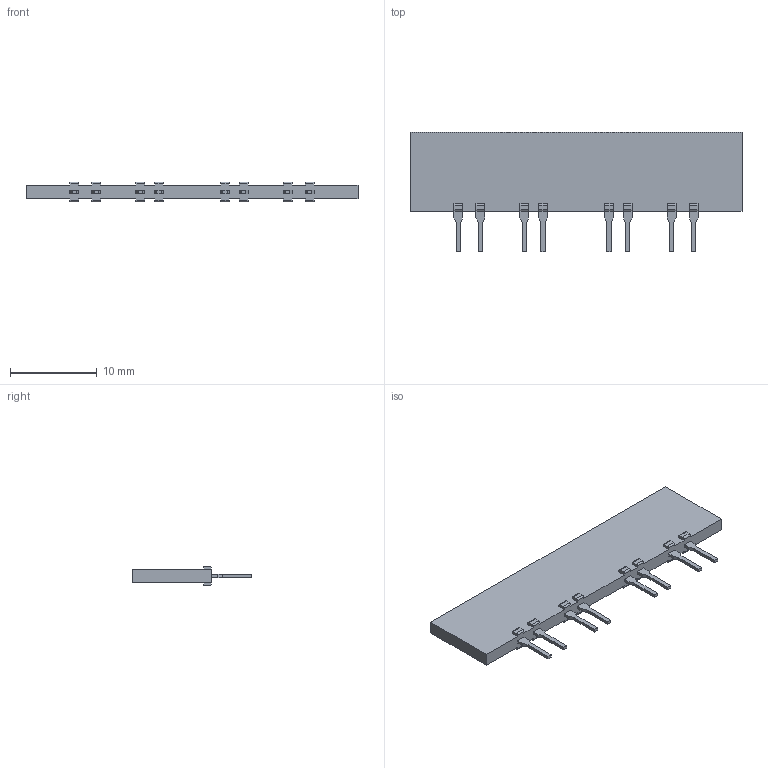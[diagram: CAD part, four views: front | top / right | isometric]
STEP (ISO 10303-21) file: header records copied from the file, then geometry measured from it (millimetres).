
FILE_DESCRIPTION((''),'2;1');
FILE_NAME('4B08B-513-RC','2012-08-23T',('ryans'),('Bourns, Inc.'),'PRO/ENGINEER BY PARAMETRIC TECHNOLOGY CORPORATION, 2010100','PRO/ENGINEER BY PARAMETRIC TECHNOLOGY CORPORATION, 2010100','');
FILE_SCHEMA(('CONFIG_CONTROL_DESIGN'));
Length unit declared in the file: millimetre
Products named in the file (1): 4B08B-513-RC
Bounding box: 38.35 x 13.84 x 2.29 mm (x, y, z)
Volume: 546.3 mm3; surface area: 937.7 mm2
Topology: 1 solids, 1 shells, 174 faces, 492 edges, 328 vertices
Faces by surface type: plane 142, cylinder 32
Entity records: 5618 total; most frequent: CARTESIAN_POINT 994, ORIENTED_EDGE 984, DIRECTION 904, EDGE_CURVE 492, VECTOR 428, LINE 428, VERTEX_POINT 328, AXIS2_PLACEMENT_3D 238
